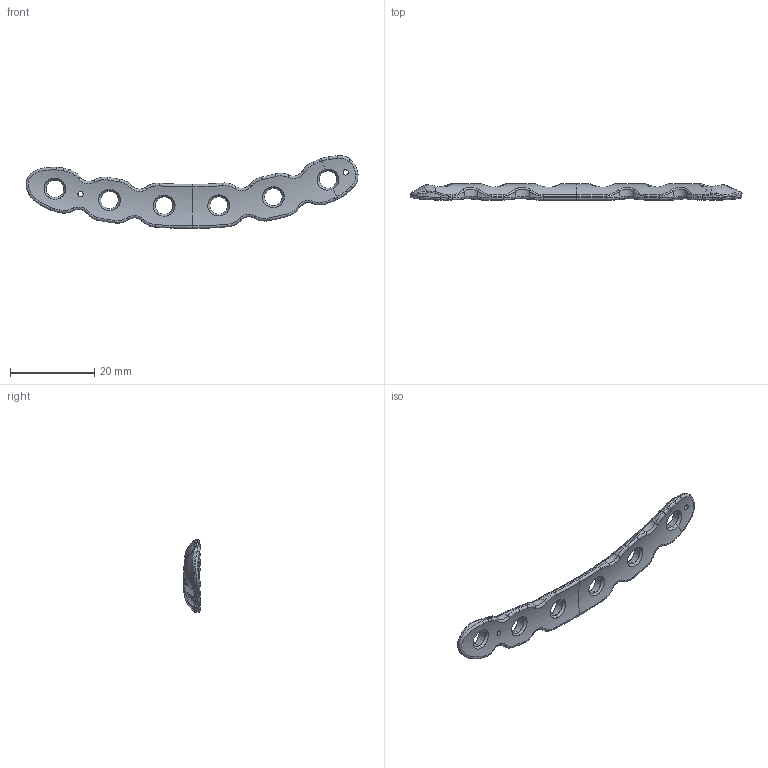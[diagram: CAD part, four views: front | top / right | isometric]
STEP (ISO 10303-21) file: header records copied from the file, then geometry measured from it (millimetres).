
FILE_DESCRIPTION((''),'2;1');
FILE_NAME('P02040106','2020-08-25T10:40:47',('user'),(''),'CREO PARAMETRIC BY PTC INC, 2019471','CREO PARAMETRIC BY PTC INC, 2019471','');
FILE_SCHEMA(('CONFIG_CONTROL_DESIGN'));
Length unit declared in the file: millimetre
Products named in the file (1): P02040106
Bounding box: 79.04 x 3.86 x 17.36 mm (x, y, z)
Volume: 1683.2 mm3; surface area: 1863.9 mm2
Topology: 1 solids, 1 shells, 209 faces, 490 edges, 280 vertices
Faces by surface type: bspline 114, cylinder 47, torus 33, cone 12, plane 2, extrusion 1
Entity records: 12923 total; most frequent: CARTESIAN_POINT 8932, ORIENTED_EDGE 980, DIRECTION 588, EDGE_CURVE 490, VERTEX_POINT 280, AXIS2_PLACEMENT_3D 252, B_SPLINE_CURVE_WITH_KNOTS 250, EDGE_LOOP 222
